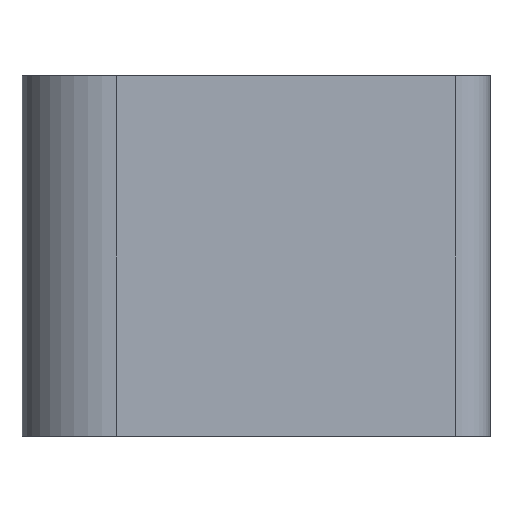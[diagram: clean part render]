
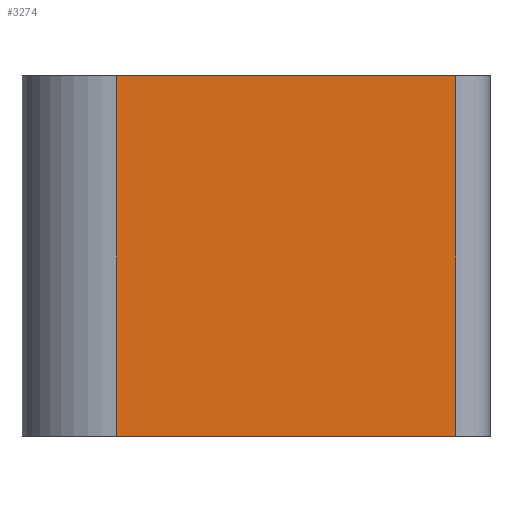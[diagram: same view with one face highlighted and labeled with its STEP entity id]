
A CAD part, left-side view. The second image highlights one B-rep face of the part: STEP entity #3274.
In plain terms, the highlighted planar face has unit normal (-0.999, -0.053, 0).
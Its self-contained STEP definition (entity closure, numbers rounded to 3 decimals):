
#33 = VERTEX_POINT ( 'NONE', #194 ) ;
#34 = VERTEX_POINT ( 'NONE', #195 ) ;
#137 = VERTEX_POINT ( 'NONE', #296 ) ;
#145 = VERTEX_POINT ( 'NONE', #304 ) ;
#194 = CARTESIAN_POINT ( 'NONE',  ( -3.999, -10.053, 5. ) ) ;
#195 = CARTESIAN_POINT ( 'NONE',  ( -3.999, -10.053, -5. ) ) ;
#296 = CARTESIAN_POINT ( 'NONE',  ( -4.497, -0.632, 5. ) ) ;
#304 = CARTESIAN_POINT ( 'NONE',  ( -4.497, -0.632, -5. ) ) ;
#761 = CARTESIAN_POINT ( 'NONE',  ( -3.999, -10.053, 5. ) ) ;
#762 = DIRECTION ( 'NONE',  ( 0.053, -0.999, 0. ) ) ;
#782 = CARTESIAN_POINT ( 'NONE',  ( -3.999, -10.053, -5. ) ) ;
#783 = CARTESIAN_POINT ( 'NONE',  ( -4.497, -0.632, -26.04 ) ) ;
#784 = DIRECTION ( 'NONE',  ( 0., 0., 1. ) ) ;
#790 = CARTESIAN_POINT ( 'NONE',  ( -3.999, -10.053, -26.04 ) ) ;
#791 = DIRECTION ( 'NONE',  ( 0., 0., 1. ) ) ;
#793 = DIRECTION ( 'NONE',  ( -0.053, 0.999, 0. ) ) ;
#1159 = EDGE_LOOP ( 'NONE', ( #1162, #1163, #1164, #1165 ) ) ;
#1162 = ORIENTED_EDGE ( 'NONE', *, *, #2824, .F. ) ;
#1163 = ORIENTED_EDGE ( 'NONE', *, *, #2823, .T. ) ;
#1164 = ORIENTED_EDGE ( 'NONE', *, *, #2811, .F. ) ;
#1165 = ORIENTED_EDGE ( 'NONE', *, *, #2820, .F. ) ;
#1453 = LINE ( 'NONE', #761, #1454 ) ;
#1454 = VECTOR ( 'NONE', #762, 1000. ) ;
#1461 = LINE ( 'NONE', #783, #1462 ) ;
#1462 = VECTOR ( 'NONE', #784, 1000. ) ;
#1471 = LINE ( 'NONE', #782, #1475 ) ;
#1473 = LINE ( 'NONE', #790, #1474 ) ;
#1474 = VECTOR ( 'NONE', #791, 1000. ) ;
#1475 = VECTOR ( 'NONE', #793, 1000. ) ;
#1704 = FACE_OUTER_BOUND ( 'NONE', #1159, .T. ) ;
#2069 = CARTESIAN_POINT ( 'NONE',  ( -3.999, -10.053, -26.04 ) ) ;
#2070 = PLANE ( 'NONE',  #3117 ) ;
#2079 = DIRECTION ( 'NONE',  ( -0.999, -0.053, 0. ) ) ;
#2080 = DIRECTION ( 'NONE',  ( 0.053, -0.999, 0. ) ) ;
#2811 = EDGE_CURVE ( 'NONE', #137, #33, #1453, .T. ) ;
#2820 = EDGE_CURVE ( 'NONE', #145, #137, #1461, .T. ) ;
#2823 = EDGE_CURVE ( 'NONE', #34, #33, #1473, .T. ) ;
#2824 = EDGE_CURVE ( 'NONE', #34, #145, #1471, .T. ) ;
#3117 = AXIS2_PLACEMENT_3D ( 'NONE', #2069, #2079, #2080 ) ;
#3274 = ADVANCED_FACE ( 'NONE', ( #1704 ), #2070, .T. ) ;
